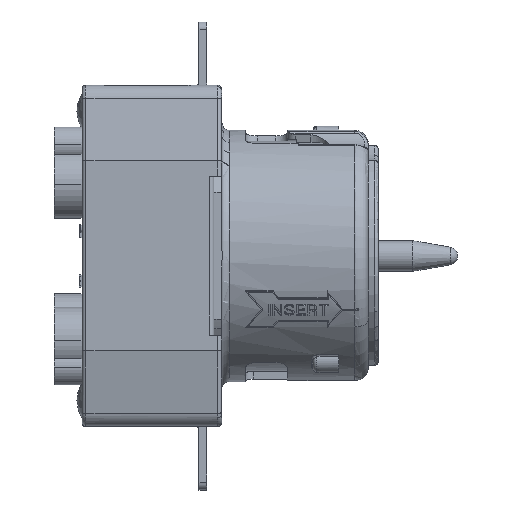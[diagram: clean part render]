
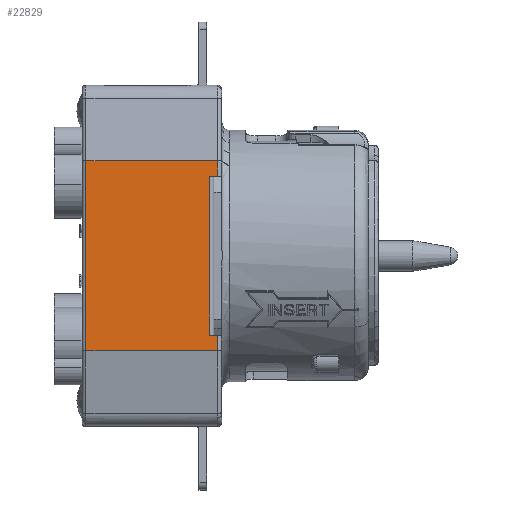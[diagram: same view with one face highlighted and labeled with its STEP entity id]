
A CAD part, top view. The second image highlights one B-rep face of the part: STEP entity #22829.
In plain terms, the highlighted planar face has unit normal (0, 0, 1).
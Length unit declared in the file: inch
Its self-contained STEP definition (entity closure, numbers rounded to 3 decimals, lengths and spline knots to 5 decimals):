
#870 = DIRECTION ( 'NONE',  ( 0., -1., 0. ) ) ;
#3497 = VECTOR ( 'NONE', #55480, 39.37008 ) ;
#4681 = VECTOR ( 'NONE', #72036, 39.37008 ) ;
#4733 = CARTESIAN_POINT ( 'NONE',  ( -1.266, -0.492, 1.05924 ) ) ;
#6488 = LINE ( 'NONE', #75383, #58910 ) ;
#7225 = VERTEX_POINT ( 'NONE', #16030 ) ;
#10194 = VECTOR ( 'NONE', #22678, 39.37008 ) ;
#12514 = VECTOR ( 'NONE', #870, 39.37008 ) ;
#14315 = ORIENTED_EDGE ( 'NONE', *, *, #40739, .T. ) ;
#16030 = CARTESIAN_POINT ( 'NONE',  ( -1.266, 0.75, 1.05924 ) ) ;
#20270 = VECTOR ( 'NONE', #29842, 39.37008 ) ;
#22678 = DIRECTION ( 'NONE',  ( -1., 0., 0. ) ) ;
#22829 = ADVANCED_FACE ( 'NONE', ( #62544 ), #69340, .T. ) ;
#26512 = EDGE_CURVE ( 'NONE', #77255, #75750, #55849, .T. ) ;
#28264 = LINE ( 'NONE', #77472, #20270 ) ;
#29842 = DIRECTION ( 'NONE',  ( 0., 1., 0. ) ) ;
#29892 = CARTESIAN_POINT ( 'NONE',  ( -1.266, 0.625, 1.05924 ) ) ;
#30672 = EDGE_CURVE ( 'NONE', #7225, #46329, #70591, .T. ) ;
#30756 = CARTESIAN_POINT ( 'NONE',  ( -1.01834, -0.625, 1.05924 ) ) ;
#33732 = EDGE_CURVE ( 'NONE', #58248, #76526, #34697, .T. ) ;
#34697 = LINE ( 'NONE', #41585, #10194 ) ;
#36223 = CARTESIAN_POINT ( 'NONE',  ( -2.07196, -0.75, 1.05924 ) ) ;
#37042 = DIRECTION ( 'NONE',  ( -1., 0., 0. ) ) ;
#37441 = DIRECTION ( 'NONE',  ( 0., 0., 1. ) ) ;
#37554 = LINE ( 'NONE', #56155, #12514 ) ;
#38224 = CARTESIAN_POINT ( 'NONE',  ( -2.304, 0.75, 1.05924 ) ) ;
#38905 = ORIENTED_EDGE ( 'NONE', *, *, #62221, .F. ) ;
#39173 = CARTESIAN_POINT ( 'NONE',  ( -1.328, -0.625, 1.05924 ) ) ;
#40008 = EDGE_CURVE ( 'NONE', #71997, #46329, #6488, .T. ) ;
#40739 = EDGE_CURVE ( 'NONE', #65823, #75750, #28264, .T. ) ;
#41585 = CARTESIAN_POINT ( 'NONE',  ( -1.01834, 0.625, 1.05924 ) ) ;
#46329 = VERTEX_POINT ( 'NONE', #38224 ) ;
#46419 = EDGE_LOOP ( 'NONE', ( #77846, #38905, #14315, #67372, #79168, #67028, #55076, #58925 ) ) ;
#47629 = CARTESIAN_POINT ( 'NONE',  ( -1.328, 0.625, 1.05924 ) ) ;
#48394 = CARTESIAN_POINT ( 'NONE',  ( -2.62557, -0.75, 1.05924 ) ) ;
#49197 = LINE ( 'NONE', #48394, #73722 ) ;
#52183 = VECTOR ( 'NONE', #64556, 39.37008 ) ;
#55076 = ORIENTED_EDGE ( 'NONE', *, *, #67367, .T. ) ;
#55480 = DIRECTION ( 'NONE',  ( 1., 0., 0. ) ) ;
#55849 = LINE ( 'NONE', #30756, #3497 ) ;
#56155 = CARTESIAN_POINT ( 'NONE',  ( -1.328, -0.492, 1.05924 ) ) ;
#58248 = VERTEX_POINT ( 'NONE', #29892 ) ;
#58910 = VECTOR ( 'NONE', #74177, 39.37008 ) ;
#58925 = ORIENTED_EDGE ( 'NONE', *, *, #30672, .T. ) ;
#59720 = CARTESIAN_POINT ( 'NONE',  ( -1.01834, 0.75, 1.05924 ) ) ;
#62190 = CARTESIAN_POINT ( 'NONE',  ( -1.266, -0.75, 1.05924 ) ) ;
#62221 = EDGE_CURVE ( 'NONE', #65823, #71997, #49197, .T. ) ;
#62544 = FACE_OUTER_BOUND ( 'NONE', #46419, .T. ) ;
#64556 = DIRECTION ( 'NONE',  ( -1., 0., 0. ) ) ;
#65823 = VERTEX_POINT ( 'NONE', #62190 ) ;
#67007 = EDGE_CURVE ( 'NONE', #76526, #77255, #37554, .T. ) ;
#67028 = ORIENTED_EDGE ( 'NONE', *, *, #33732, .F. ) ;
#67367 = EDGE_CURVE ( 'NONE', #58248, #7225, #79247, .T. ) ;
#67372 = ORIENTED_EDGE ( 'NONE', *, *, #26512, .F. ) ;
#68053 = DIRECTION ( 'NONE',  ( -1., 0., 0. ) ) ;
#68735 = CARTESIAN_POINT ( 'NONE',  ( -1.266, -0.625, 1.05924 ) ) ;
#69340 = PLANE ( 'NONE',  #70964 ) ;
#70591 = LINE ( 'NONE', #59720, #52183 ) ;
#70964 = AXIS2_PLACEMENT_3D ( 'NONE', #36223, #37441, #37042 ) ;
#71132 = CARTESIAN_POINT ( 'NONE',  ( -2.304, -0.75, 1.05924 ) ) ;
#71997 = VERTEX_POINT ( 'NONE', #71132 ) ;
#72036 = DIRECTION ( 'NONE',  ( 0., 1., 0. ) ) ;
#73722 = VECTOR ( 'NONE', #68053, 39.37008 ) ;
#74177 = DIRECTION ( 'NONE',  ( 0., 1., 0. ) ) ;
#75383 = CARTESIAN_POINT ( 'NONE',  ( -2.304, 0., 1.05924 ) ) ;
#75750 = VERTEX_POINT ( 'NONE', #68735 ) ;
#76526 = VERTEX_POINT ( 'NONE', #47629 ) ;
#77255 = VERTEX_POINT ( 'NONE', #39173 ) ;
#77472 = CARTESIAN_POINT ( 'NONE',  ( -1.266, -0.492, 1.05924 ) ) ;
#77846 = ORIENTED_EDGE ( 'NONE', *, *, #40008, .F. ) ;
#79168 = ORIENTED_EDGE ( 'NONE', *, *, #67007, .F. ) ;
#79247 = LINE ( 'NONE', #4733, #4681 ) ;
